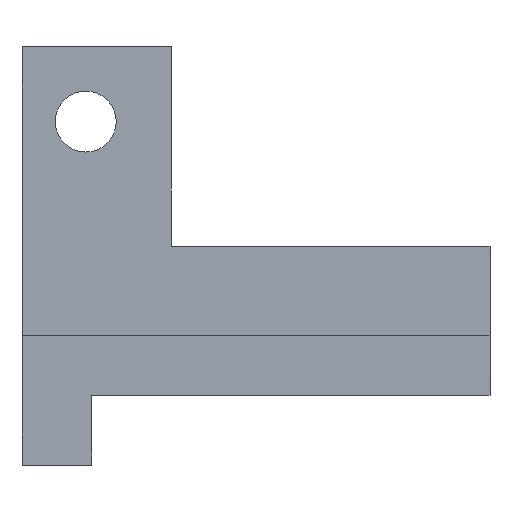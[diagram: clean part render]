
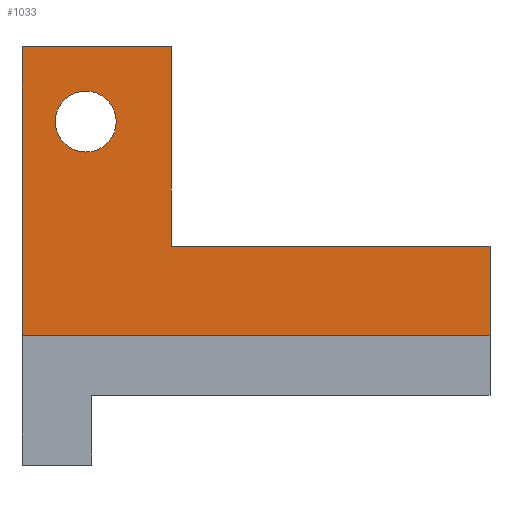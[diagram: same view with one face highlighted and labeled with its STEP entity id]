
A CAD part, front view. The second image highlights one B-rep face of the part: STEP entity #1033.
In plain terms, the highlighted planar face has unit normal (0, -1, 0).
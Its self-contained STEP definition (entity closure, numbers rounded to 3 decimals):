
#79 = DIRECTION ( 'NONE',  ( -1., 0., 0. ) ) ;
#80 = CARTESIAN_POINT ( 'NONE',  ( -202.6, 257., -12.5 ) ) ;
#81 = LINE ( 'NONE', #80, #918 ) ;
#88 = DIRECTION ( 'NONE',  ( 0., 0., 1. ) ) ;
#89 = CARTESIAN_POINT ( 'NONE',  ( -202.6, 257., -27.5 ) ) ;
#90 = LINE ( 'NONE', #89, #921 ) ;
#91 = DIRECTION ( 'NONE',  ( 0., 0., 1. ) ) ;
#92 = CARTESIAN_POINT ( 'NONE',  ( -234.6, 257., -12.5 ) ) ;
#93 = LINE ( 'NONE', #92, #922 ) ;
#111 = DIRECTION ( 'NONE',  ( 0., 0., 1. ) ) ;
#112 = DIRECTION ( 'NONE',  ( 0., -1., 0. ) ) ;
#113 = CARTESIAN_POINT ( 'NONE',  ( -243.2, 257., 0. ) ) ;
#154 = DIRECTION ( 'NONE',  ( 0., 0., 1. ) ) ;
#158 = DIRECTION ( 'NONE',  ( 0., -1., 0. ) ) ;
#161 = CARTESIAN_POINT ( 'NONE',  ( -243.2, 257., 0. ) ) ;
#215 = DIRECTION ( 'NONE',  ( 0., 0., 1. ) ) ;
#216 = DIRECTION ( 'NONE',  ( 0., 1., 0. ) ) ;
#218 = PLANE ( 'NONE',  #958 ) ;
#219 = FACE_BOUND ( 'NONE', #431, .T. ) ;
#224 = CARTESIAN_POINT ( 'NONE',  ( -202.6, 257., -12.5 ) ) ;
#229 = FACE_OUTER_BOUND ( 'NONE', #761, .T. ) ;
#259 = DIRECTION ( 'NONE',  ( -1., 0., 0. ) ) ;
#260 = CARTESIAN_POINT ( 'NONE',  ( -234.6, 257., 7.5 ) ) ;
#262 = LINE ( 'NONE', #260, #968 ) ;
#431 = EDGE_LOOP ( 'NONE', ( #620, #621 ) ) ;
#456 = CARTESIAN_POINT ( 'NONE',  ( -249.6, 257., 7.5 ) ) ;
#470 = VERTEX_POINT ( 'NONE', #728 ) ;
#473 = VERTEX_POINT ( 'NONE', #793 ) ;
#475 = VERTEX_POINT ( 'NONE', #456 ) ;
#480 = VERTEX_POINT ( 'NONE', #786 ) ;
#486 = VERTEX_POINT ( 'NONE', #778 ) ;
#498 = VERTEX_POINT ( 'NONE', #766 ) ;
#500 = VERTEX_POINT ( 'NONE', #762 ) ;
#534 = VERTEX_POINT ( 'NONE', #721 ) ;
#620 = ORIENTED_EDGE ( 'NONE', *, *, #1061, .F. ) ;
#621 = ORIENTED_EDGE ( 'NONE', *, *, #1044, .F. ) ;
#623 = ORIENTED_EDGE ( 'NONE', *, *, #1070, .T. ) ;
#624 = ORIENTED_EDGE ( 'NONE', *, *, #1073, .T. ) ;
#625 = ORIENTED_EDGE ( 'NONE', *, *, #1069, .T. ) ;
#627 = ORIENTED_EDGE ( 'NONE', *, *, #1026, .T. ) ;
#628 = ORIENTED_EDGE ( 'NONE', *, *, #682, .T. ) ;
#629 = ORIENTED_EDGE ( 'NONE', *, *, #683, .T. ) ;
#682 = EDGE_CURVE ( 'NONE', #475, #498, #810, .T. ) ;
#683 = EDGE_CURVE ( 'NONE', #498, #500, #803, .T. ) ;
#721 = CARTESIAN_POINT ( 'NONE',  ( -243.2, 257., -3.062 ) ) ;
#728 = CARTESIAN_POINT ( 'NONE',  ( -243.2, 257., 3.063 ) ) ;
#761 = EDGE_LOOP ( 'NONE', ( #623, #624, #625, #627, #628, #629 ) ) ;
#762 = CARTESIAN_POINT ( 'NONE',  ( -202.6, 257., -21.5 ) ) ;
#766 = CARTESIAN_POINT ( 'NONE',  ( -249.6, 257., -21.5 ) ) ;
#778 = CARTESIAN_POINT ( 'NONE',  ( -234.6, 257., 7.5 ) ) ;
#786 = CARTESIAN_POINT ( 'NONE',  ( -234.6, 257., -12.5 ) ) ;
#793 = CARTESIAN_POINT ( 'NONE',  ( -202.6, 257., -12.5 ) ) ;
#799 = CARTESIAN_POINT ( 'NONE',  ( -249.6, 257., -27.5 ) ) ;
#802 = DIRECTION ( 'NONE',  ( 1., 0., 0. ) ) ;
#803 = LINE ( 'NONE', #805, #984 ) ;
#805 = CARTESIAN_POINT ( 'NONE',  ( -249.6, 257., -21.5 ) ) ;
#806 = DIRECTION ( 'NONE',  ( 0., 0., -1. ) ) ;
#810 = LINE ( 'NONE', #799, #987 ) ;
#918 = VECTOR ( 'NONE', #79, 1000. ) ;
#921 = VECTOR ( 'NONE', #88, 1000. ) ;
#922 = VECTOR ( 'NONE', #91, 1000. ) ;
#930 = AXIS2_PLACEMENT_3D ( 'NONE', #113, #112, #111 ) ;
#932 = CIRCLE ( 'NONE', #930, 3.062 ) ;
#949 = AXIS2_PLACEMENT_3D ( 'NONE', #161, #158, #154 ) ;
#958 = AXIS2_PLACEMENT_3D ( 'NONE', #224, #216, #215 ) ;
#966 = CIRCLE ( 'NONE', #949, 3.062 ) ;
#968 = VECTOR ( 'NONE', #259, 1000. ) ;
#984 = VECTOR ( 'NONE', #802, 1000. ) ;
#987 = VECTOR ( 'NONE', #806, 1000. ) ;
#1026 = EDGE_CURVE ( 'NONE', #486, #475, #262, .T. ) ;
#1033 = ADVANCED_FACE ( 'NONE', ( #219, #229 ), #218, .F. ) ;
#1044 = EDGE_CURVE ( 'NONE', #534, #470, #966, .T. ) ;
#1061 = EDGE_CURVE ( 'NONE', #470, #534, #932, .T. ) ;
#1069 = EDGE_CURVE ( 'NONE', #480, #486, #93, .T. ) ;
#1070 = EDGE_CURVE ( 'NONE', #500, #473, #90, .T. ) ;
#1073 = EDGE_CURVE ( 'NONE', #473, #480, #81, .T. ) ;
